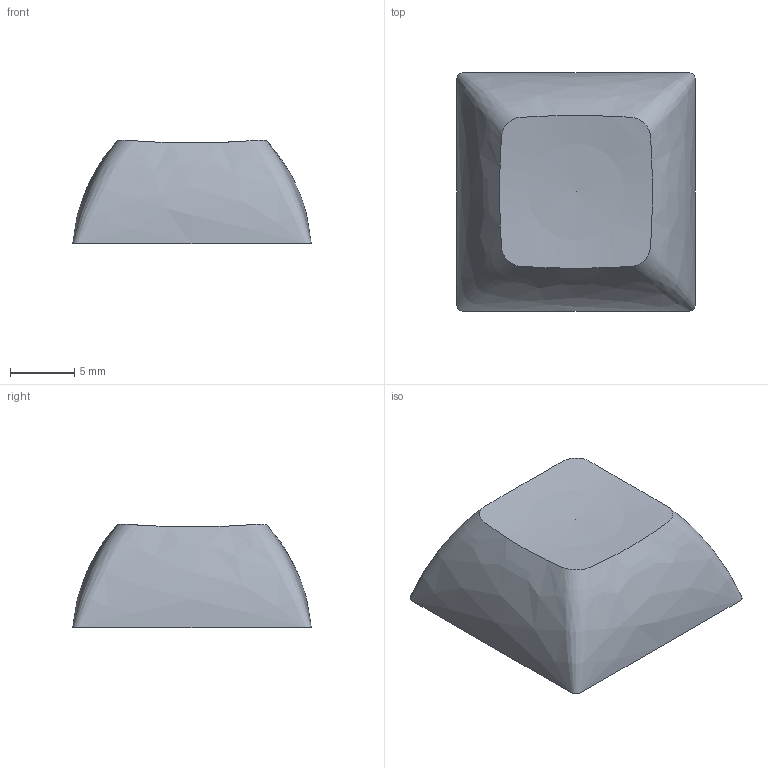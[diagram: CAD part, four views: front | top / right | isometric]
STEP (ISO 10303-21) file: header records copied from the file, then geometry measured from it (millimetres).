
FILE_DESCRIPTION( ( '' ), ' ' );
FILE_NAME( '5e3985b5cedc8815aea9532d.step', '2020-02-04T14:54:46', ( '' ), ( '' ), ' ', ' ', ' ' );
FILE_SCHEMA( ( 'AUTOMOTIVE_DESIGN { 1 0 10303 214 1 1 1 1 }' ) );
Length unit declared in the file: metre
Products named in the file (1): DSA1u w cross support
Bounding box: 18.5 x 18.5 x 8 mm (x, y, z)
Volume: 779.5 mm3; surface area: 1569.4 mm2
Topology: 1 solids, 1 shells, 71 faces, 219 edges, 137 vertices
Faces by surface type: plane 40, bspline 21, offset 6, sphere 3, cylinder 1
Full cylindrical faces by diameter (mm): 5.5 x1
Entity records: 17404 total; most frequent: CARTESIAN_POINT 15228, ORIENTED_EDGE 396, DIRECTION 213, EDGE_CURVE 198, VERTEX_POINT 132, B_SPLINE_CURVE_WITH_KNOTS 96, LINE 81, VECTOR 81
